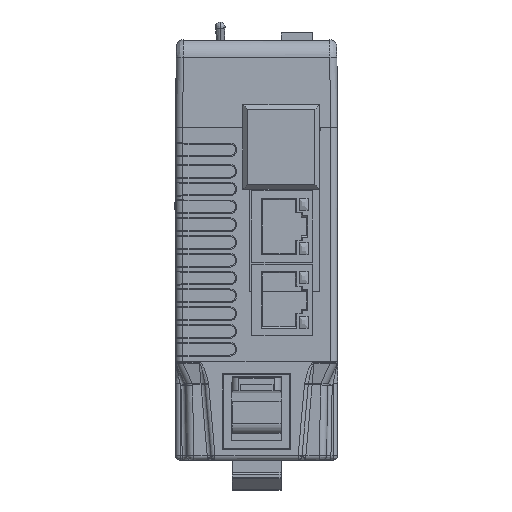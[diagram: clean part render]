
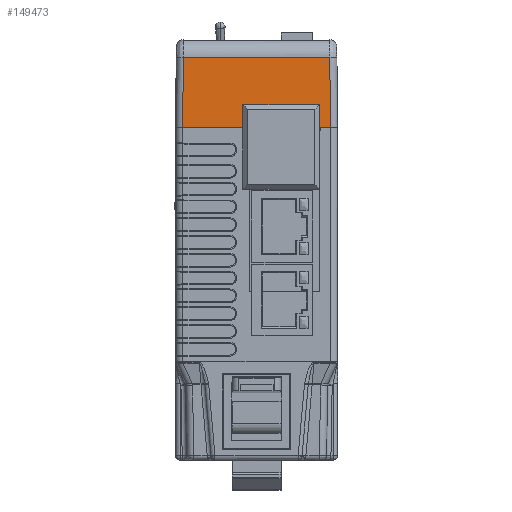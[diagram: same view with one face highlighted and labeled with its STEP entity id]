
A CAD part, front view. The second image highlights one B-rep face of the part: STEP entity #149473.
In plain terms, the highlighted planar face has unit normal (0, -1, 0.009).
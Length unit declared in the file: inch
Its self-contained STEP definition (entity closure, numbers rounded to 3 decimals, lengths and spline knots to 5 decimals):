
#4284 = VECTOR ( 'NONE', #32998, 39.37008 ) ;
#6108 = CARTESIAN_POINT ( 'NONE',  ( -1.1425, -0.06347, -0.08571 ) ) ;
#6725 = CARTESIAN_POINT ( 'NONE',  ( -1.1425, -0.06347, -0.08571 ) ) ;
#9927 = VECTOR ( 'NONE', #130506, 39.37008 ) ;
#18889 = VECTOR ( 'NONE', #140558, 39.37008 ) ;
#19894 = LINE ( 'NONE', #81392, #18889 ) ;
#23242 = FACE_OUTER_BOUND ( 'NONE', #51487, .T. ) ;
#24814 = CARTESIAN_POINT ( 'NONE',  ( -1.21092, -0.0689, -0.70744 ) ) ;
#26167 = EDGE_CURVE ( 'NONE', #27139, #115750, #105727, .T. ) ;
#27139 = VERTEX_POINT ( 'NONE', #6108 ) ;
#29854 = CARTESIAN_POINT ( 'NONE',  ( -1.14792, -0.0689, -0.70744 ) ) ;
#32998 = DIRECTION ( 'NONE',  ( 1., 0., 0. ) ) ;
#33039 = LINE ( 'NONE', #132853, #9927 ) ;
#51487 = EDGE_LOOP ( 'NONE', ( #144234, #154514, #126187, #132399 ) ) ;
#55498 = VERTEX_POINT ( 'NONE', #133686 ) ;
#61294 = CARTESIAN_POINT ( 'NONE',  ( 0.15374, -0.06347, -0.08571 ) ) ;
#81392 = CARTESIAN_POINT ( 'NONE',  ( -1.21092, -0.0689, -0.70744 ) ) ;
#90569 = CARTESIAN_POINT ( 'NONE',  ( -0.49437, -0.06347, -0.08571 ) ) ;
#96731 = PLANE ( 'NONE',  #141811 ) ;
#105727 = LINE ( 'NONE', #90569, #4284 ) ;
#108502 = VECTOR ( 'NONE', #152141, 39.37008 ) ;
#115750 = VERTEX_POINT ( 'NONE', #61294 ) ;
#120699 = DIRECTION ( 'NONE',  ( 0., -0.009, -1. ) ) ;
#126187 = ORIENTED_EDGE ( 'NONE', *, *, #157277, .T. ) ;
#130506 = DIRECTION ( 'NONE',  ( -0.009, 0.009, 1. ) ) ;
#131272 = EDGE_CURVE ( 'NONE', #155126, #55498, #19894, .T. ) ;
#132399 = ORIENTED_EDGE ( 'NONE', *, *, #26167, .F. ) ;
#132853 = CARTESIAN_POINT ( 'NONE',  ( 0.15916, -0.0689, -0.70744 ) ) ;
#133686 = CARTESIAN_POINT ( 'NONE',  ( 0.15916, -0.0689, -0.70744 ) ) ;
#140558 = DIRECTION ( 'NONE',  ( 1., 0., 0. ) ) ;
#141811 = AXIS2_PLACEMENT_3D ( 'NONE', #24814, #147008, #120699 ) ;
#144234 = ORIENTED_EDGE ( 'NONE', *, *, #148868, .T. ) ;
#147008 = DIRECTION ( 'NONE',  ( 0., -1., 0.009 ) ) ;
#148868 = EDGE_CURVE ( 'NONE', #27139, #155126, #150549, .T. ) ;
#149473 = ADVANCED_FACE ( 'NONE', ( #23242 ), #96731, .T. ) ;
#150549 = LINE ( 'NONE', #6725, #108502 ) ;
#152141 = DIRECTION ( 'NONE',  ( -0.009, -0.009, -1. ) ) ;
#154514 = ORIENTED_EDGE ( 'NONE', *, *, #131272, .T. ) ;
#155126 = VERTEX_POINT ( 'NONE', #29854 ) ;
#157277 = EDGE_CURVE ( 'NONE', #55498, #115750, #33039, .T. ) ;
